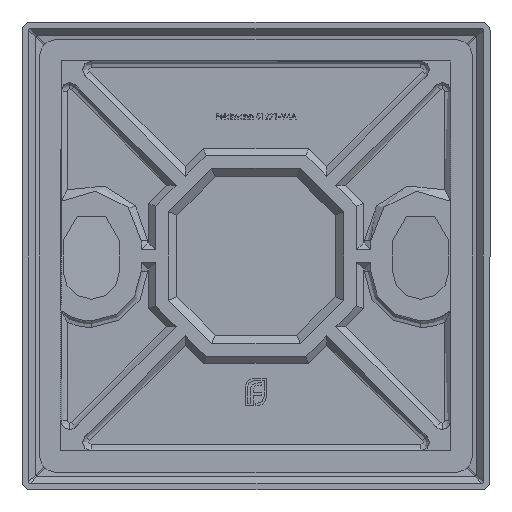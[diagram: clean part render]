
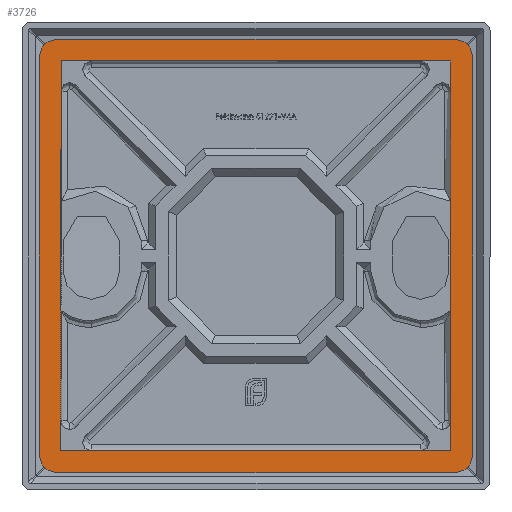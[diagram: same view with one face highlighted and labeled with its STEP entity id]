
A CAD part, front view. The second image highlights one B-rep face of the part: STEP entity #3726.
In plain terms, the highlighted planar face has unit normal (0, -1, 0).
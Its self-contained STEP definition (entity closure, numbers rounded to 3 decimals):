
#570 = ORIENTED_EDGE ( 'NONE', *, *, #2836, .F. ) ;
#816 = CARTESIAN_POINT ( 'NONE',  ( -45., 0., 45. ) ) ;
#1165 = LINE ( 'NONE', #24371, #20335 ) ;
#1874 = EDGE_CURVE ( 'NONE', #18638, #15059, #19941, .T. ) ;
#1919 = CARTESIAN_POINT ( 'NONE',  ( -50., 0., -50. ) ) ;
#1948 = DIRECTION ( 'NONE',  ( 1., 0., 0. ) ) ;
#1997 = VERTEX_POINT ( 'NONE', #14832 ) ;
#2149 = CARTESIAN_POINT ( 'NONE',  ( 46., 0., -50. ) ) ;
#2376 = DIRECTION ( 'NONE',  ( 0., 0., 1. ) ) ;
#2643 = VECTOR ( 'NONE', #1948, 1000. ) ;
#2662 = DIRECTION ( 'NONE',  ( 0., -1., 0. ) ) ;
#2705 = VERTEX_POINT ( 'NONE', #6072 ) ;
#2742 = VERTEX_POINT ( 'NONE', #2149 ) ;
#2817 = EDGE_CURVE ( 'NONE', #19109, #2705, #6431, .T. ) ;
#2836 = EDGE_CURVE ( 'NONE', #2742, #19189, #1165, .T. ) ;
#3269 = CARTESIAN_POINT ( 'NONE',  ( -46., 0., -50. ) ) ;
#3451 = LINE ( 'NONE', #8660, #4069 ) ;
#3492 = DIRECTION ( 'NONE',  ( 0., 0., 1. ) ) ;
#3726 = ADVANCED_FACE ( 'NONE', ( #18153, #10718 ), #15824, .F. ) ;
#4069 = VECTOR ( 'NONE', #22462, 1000. ) ;
#4095 = CARTESIAN_POINT ( 'NONE',  ( -50., 0., 50. ) ) ;
#4225 = CARTESIAN_POINT ( 'NONE',  ( -50., 0., -46. ) ) ;
#4561 = EDGE_CURVE ( 'NONE', #25134, #2705, #8556, .T. ) ;
#4808 = ORIENTED_EDGE ( 'NONE', *, *, #24394, .T. ) ;
#5030 = EDGE_CURVE ( 'NONE', #17338, #16335, #16545, .T. ) ;
#5341 = DIRECTION ( 'NONE',  ( 0., 0., -1. ) ) ;
#5448 = CARTESIAN_POINT ( 'NONE',  ( 50., 0., 46. ) ) ;
#5856 = ORIENTED_EDGE ( 'NONE', *, *, #11187, .T. ) ;
#5996 = DIRECTION ( 'NONE',  ( 0., 0., 1. ) ) ;
#6072 = CARTESIAN_POINT ( 'NONE',  ( 46., 0., 50. ) ) ;
#6326 = CARTESIAN_POINT ( 'NONE',  ( 0., 0., -45. ) ) ;
#6431 = CIRCLE ( 'NONE', #8781, 4. ) ;
#6565 = AXIS2_PLACEMENT_3D ( 'NONE', #6699, #16795, #12535 ) ;
#6674 = CARTESIAN_POINT ( 'NONE',  ( -46., 0., 46. ) ) ;
#6699 = CARTESIAN_POINT ( 'NONE',  ( -46., 0., -46. ) ) ;
#6882 = AXIS2_PLACEMENT_3D ( 'NONE', #6674, #14681, #10789 ) ;
#6963 = VECTOR ( 'NONE', #5996, 1000. ) ;
#6982 = CARTESIAN_POINT ( 'NONE',  ( 45., 0., -45. ) ) ;
#8556 = LINE ( 'NONE', #4095, #2643 ) ;
#8605 = ORIENTED_EDGE ( 'NONE', *, *, #19909, .T. ) ;
#8652 = CARTESIAN_POINT ( 'NONE',  ( -45., 0., -45. ) ) ;
#8660 = CARTESIAN_POINT ( 'NONE',  ( 45., 0., 0. ) ) ;
#8740 = LINE ( 'NONE', #17928, #10576 ) ;
#8781 = AXIS2_PLACEMENT_3D ( 'NONE', #22532, #2662, #22365 ) ;
#9864 = CARTESIAN_POINT ( 'NONE',  ( -46., 0., 50. ) ) ;
#10576 = VECTOR ( 'NONE', #2376, 1000. ) ;
#10718 = FACE_BOUND ( 'NONE', #25002, .T. ) ;
#10789 = DIRECTION ( 'NONE',  ( 0., 0., 1. ) ) ;
#10981 = CARTESIAN_POINT ( 'NONE',  ( -50., 0., 46. ) ) ;
#11187 = EDGE_CURVE ( 'NONE', #25134, #16335, #12982, .T. ) ;
#11841 = DIRECTION ( 'NONE',  ( 0., 0., 1. ) ) ;
#11984 = ORIENTED_EDGE ( 'NONE', *, *, #4561, .F. ) ;
#12501 = DIRECTION ( 'NONE',  ( -1., 0., 0. ) ) ;
#12535 = DIRECTION ( 'NONE',  ( 0., 0., 1. ) ) ;
#12958 = CIRCLE ( 'NONE', #15722, 4. ) ;
#12982 = CIRCLE ( 'NONE', #6882, 4. ) ;
#13361 = VECTOR ( 'NONE', #5341, 1000. ) ;
#14681 = DIRECTION ( 'NONE',  ( 0., -1., 0. ) ) ;
#14832 = CARTESIAN_POINT ( 'NONE',  ( 45., 0., 45. ) ) ;
#15059 = VERTEX_POINT ( 'NONE', #8652 ) ;
#15357 = ORIENTED_EDGE ( 'NONE', *, *, #17683, .F. ) ;
#15722 = AXIS2_PLACEMENT_3D ( 'NONE', #17315, #25093, #3492 ) ;
#15824 = PLANE ( 'NONE',  #22493 ) ;
#16172 = CARTESIAN_POINT ( 'NONE',  ( 0., 0., 0. ) ) ;
#16335 = VERTEX_POINT ( 'NONE', #10981 ) ;
#16545 = LINE ( 'NONE', #1919, #6963 ) ;
#16795 = DIRECTION ( 'NONE',  ( 0., -1., 0. ) ) ;
#17135 = ORIENTED_EDGE ( 'NONE', *, *, #25220, .T. ) ;
#17315 = CARTESIAN_POINT ( 'NONE',  ( 46., 0., -46. ) ) ;
#17338 = VERTEX_POINT ( 'NONE', #4225 ) ;
#17439 = ORIENTED_EDGE ( 'NONE', *, *, #2817, .T. ) ;
#17600 = LINE ( 'NONE', #23844, #24720 ) ;
#17683 = EDGE_CURVE ( 'NONE', #19109, #19814, #18326, .T. ) ;
#17804 = DIRECTION ( 'NONE',  ( 1., 0., 0. ) ) ;
#17928 = CARTESIAN_POINT ( 'NONE',  ( -45., 0., 0. ) ) ;
#18153 = FACE_OUTER_BOUND ( 'NONE', #22552, .T. ) ;
#18172 = CARTESIAN_POINT ( 'NONE',  ( 50., 0., -46. ) ) ;
#18326 = LINE ( 'NONE', #21292, #13361 ) ;
#18638 = VERTEX_POINT ( 'NONE', #6982 ) ;
#19109 = VERTEX_POINT ( 'NONE', #5448 ) ;
#19189 = VERTEX_POINT ( 'NONE', #3269 ) ;
#19484 = CIRCLE ( 'NONE', #6565, 4. ) ;
#19795 = DIRECTION ( 'NONE',  ( 0., 1., 0. ) ) ;
#19814 = VERTEX_POINT ( 'NONE', #18172 ) ;
#19909 = EDGE_CURVE ( 'NONE', #17338, #19189, #19484, .T. ) ;
#19941 = LINE ( 'NONE', #6326, #20235 ) ;
#20128 = DIRECTION ( 'NONE',  ( -1., 0., 0. ) ) ;
#20235 = VECTOR ( 'NONE', #20128, 1000. ) ;
#20284 = VERTEX_POINT ( 'NONE', #816 ) ;
#20335 = VECTOR ( 'NONE', #12501, 1000. ) ;
#20458 = ORIENTED_EDGE ( 'NONE', *, *, #5030, .F. ) ;
#21292 = CARTESIAN_POINT ( 'NONE',  ( 50., 0., -50. ) ) ;
#21778 = ORIENTED_EDGE ( 'NONE', *, *, #22174, .T. ) ;
#22174 = EDGE_CURVE ( 'NONE', #15059, #20284, #8740, .T. ) ;
#22365 = DIRECTION ( 'NONE',  ( 0., 0., 1. ) ) ;
#22462 = DIRECTION ( 'NONE',  ( 0., 0., -1. ) ) ;
#22493 = AXIS2_PLACEMENT_3D ( 'NONE', #16172, #19795, #11841 ) ;
#22532 = CARTESIAN_POINT ( 'NONE',  ( 46., 0., 46. ) ) ;
#22552 = EDGE_LOOP ( 'NONE', ( #11984, #5856, #20458, #8605, #570, #4808, #15357, #17439 ) ) ;
#23844 = CARTESIAN_POINT ( 'NONE',  ( 0., 0., 45. ) ) ;
#24142 = ORIENTED_EDGE ( 'NONE', *, *, #1874, .T. ) ;
#24311 = ORIENTED_EDGE ( 'NONE', *, *, #25587, .T. ) ;
#24371 = CARTESIAN_POINT ( 'NONE',  ( -50., 0., -50. ) ) ;
#24394 = EDGE_CURVE ( 'NONE', #2742, #19814, #12958, .T. ) ;
#24720 = VECTOR ( 'NONE', #17804, 1000. ) ;
#25002 = EDGE_LOOP ( 'NONE', ( #24142, #21778, #17135, #24311 ) ) ;
#25093 = DIRECTION ( 'NONE',  ( 0., -1., 0. ) ) ;
#25134 = VERTEX_POINT ( 'NONE', #9864 ) ;
#25220 = EDGE_CURVE ( 'NONE', #20284, #1997, #17600, .T. ) ;
#25587 = EDGE_CURVE ( 'NONE', #1997, #18638, #3451, .T. ) ;
